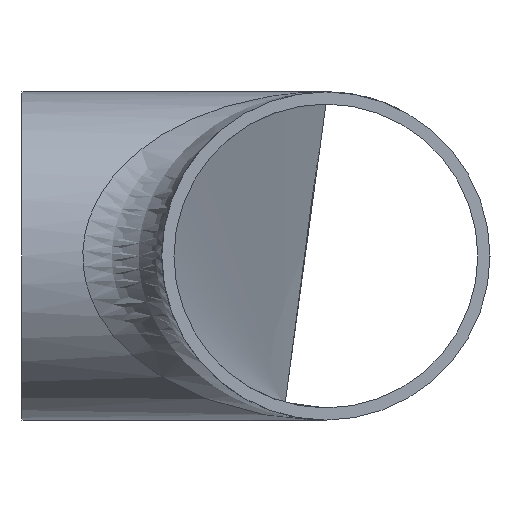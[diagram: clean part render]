
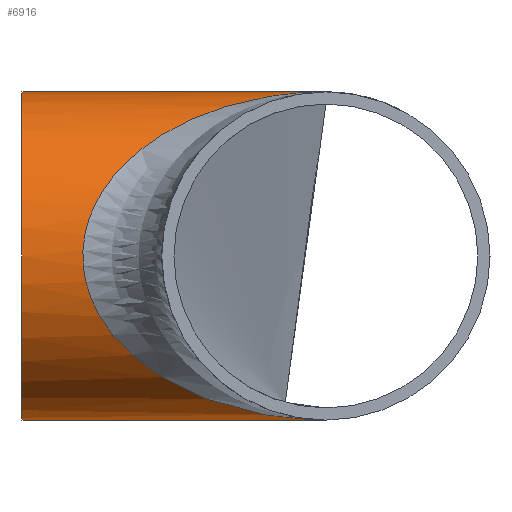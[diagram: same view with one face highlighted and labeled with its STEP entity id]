
A CAD part, left-side view. The second image highlights one B-rep face of the part: STEP entity #6916.
In plain terms, the highlighted cylindrical face has radius 27 mm (diameter 54 mm), a full revolution.
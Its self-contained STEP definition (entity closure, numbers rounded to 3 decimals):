
#287 = CARTESIAN_POINT ( 'NONE',  ( -54., 80., 27. ) ) ;
#1337 = CIRCLE ( 'NONE', #4336, 27. ) ;
#1717 = CARTESIAN_POINT ( 'NONE',  ( 0., 0., 27. ) ) ;
#2029 = DIRECTION ( 'NONE',  ( 0., 0., 1. ) ) ;
#2055 = CYLINDRICAL_SURFACE ( 'NONE', #12240, 27. ) ;
#2988 = CARTESIAN_POINT ( 'NONE',  ( 54., 80., 27. ) ) ;
#2989 = CARTESIAN_POINT ( 'NONE',  ( 0., 50., 27. ) ) ;
#3308 = DIRECTION ( 'NONE',  ( 0., 0., -1. ) ) ;
#4058 = VERTEX_POINT ( 'NONE', #10970 ) ;
#4254 = FACE_OUTER_BOUND ( 'NONE', #6681, .T. ) ;
#4336 = AXIS2_PLACEMENT_3D ( 'NONE', #14382, #11769, #2029 ) ;
#4624 = DIRECTION ( 'NONE',  ( 0., -1., 0. ) ) ;
#5041 = VERTEX_POINT ( 'NONE', #2989 ) ;
#5385 = CARTESIAN_POINT ( 'NONE',  ( 54., 80., -27. ) ) ;
#5389 = CARTESIAN_POINT ( 'NONE',  ( -54., 80., -27. ) ) ;
#5956 = EDGE_CURVE ( 'NONE', #4058, #10713, #12050, .T. ) ;
#6244 = CARTESIAN_POINT ( 'NONE',  ( 0., 0., 27. ) ) ;
#6681 = EDGE_LOOP ( 'NONE', ( #10013 ) ) ;
#6916 = ADVANCED_FACE ( 'NONE', ( #10802, #4254 ), #2055, .T. ) ;
#7874 = CARTESIAN_POINT ( 'NONE',  ( 0., 0., -27. ) ) ;
#9159 =( BOUNDED_CURVE ( )  B_SPLINE_CURVE ( 3, ( #1717, #2988, #5385, #9268 ),
 .UNSPECIFIED., .F., .T. ) 
 B_SPLINE_CURVE_WITH_KNOTS ( ( 4, 4 ),
 ( 1.571, 4.712 ),
 .UNSPECIFIED. ) 
 CURVE ( )  GEOMETRIC_REPRESENTATION_ITEM ( )  RATIONAL_B_SPLINE_CURVE ( ( 1., 0.333, 0.333, 1. ) ) 
 REPRESENTATION_ITEM ( '' )  );
#9268 = CARTESIAN_POINT ( 'NONE',  ( 0., 0., -27. ) ) ;
#9673 = EDGE_LOOP ( 'NONE', ( #13815, #13097 ) ) ;
#10013 = ORIENTED_EDGE ( 'NONE', *, *, #15525, .F. ) ;
#10713 = VERTEX_POINT ( 'NONE', #6244 ) ;
#10802 = FACE_OUTER_BOUND ( 'NONE', #9673, .T. ) ;
#10970 = CARTESIAN_POINT ( 'NONE',  ( 0., 0., -27. ) ) ;
#11769 = DIRECTION ( 'NONE',  ( 0., 1., 0. ) ) ;
#12050 =( BOUNDED_CURVE ( )  B_SPLINE_CURVE ( 3, ( #7874, #5389, #287, #15627 ),
 .UNSPECIFIED., .F., .F. ) 
 B_SPLINE_CURVE_WITH_KNOTS ( ( 4, 4 ),
 ( 4.712, 7.854 ),
 .UNSPECIFIED. ) 
 CURVE ( )  GEOMETRIC_REPRESENTATION_ITEM ( )  RATIONAL_B_SPLINE_CURVE ( ( 1., 0.333, 0.333, 1. ) ) 
 REPRESENTATION_ITEM ( '' )  );
#12240 = AXIS2_PLACEMENT_3D ( 'NONE', #15814, #4624, #3308 ) ;
#13097 = ORIENTED_EDGE ( 'NONE', *, *, #5956, .T. ) ;
#13815 = ORIENTED_EDGE ( 'NONE', *, *, #14079, .T. ) ;
#14079 = EDGE_CURVE ( 'NONE', #10713, #4058, #9159, .T. ) ;
#14382 = CARTESIAN_POINT ( 'NONE',  ( 0., 50., 0. ) ) ;
#15525 = EDGE_CURVE ( 'NONE', #5041, #5041, #1337, .T. ) ;
#15627 = CARTESIAN_POINT ( 'NONE',  ( 0., 0., 27. ) ) ;
#15814 = CARTESIAN_POINT ( 'NONE',  ( 0., 50., 0. ) ) ;
